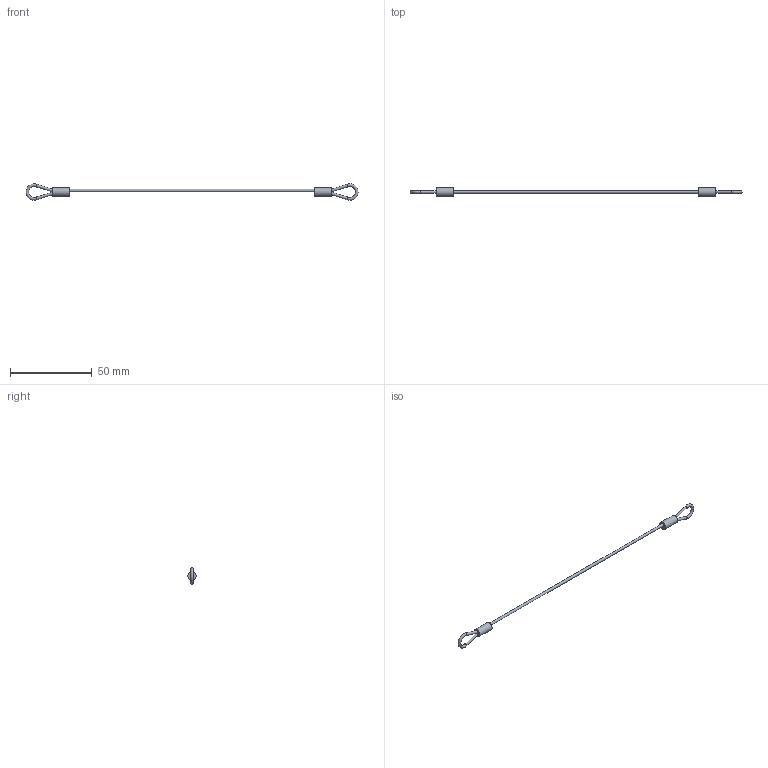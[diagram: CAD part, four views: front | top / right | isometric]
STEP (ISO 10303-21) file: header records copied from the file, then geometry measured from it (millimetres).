
FILE_DESCRIPTION( ( 'STEP AP214' ), '1' );
FILE_NAME( 'K0367.2200.stp', '2020-12-03T15:16:13', ( '' ), ( '' ), ' ', 'PARTsolutions', ' ' );
FILE_SCHEMA( ( 'AUTOMOTIVE_DESIGN { 1 0 10303 214 1 1 1 1 }' ) );
Length unit declared in the file: millimetre
Products named in the file (1): _K0367.2200
Bounding box: 203.16 x 5 x 10 mm (x, y, z)
Volume: 859.7 mm3; surface area: 1514.4 mm2
Topology: 1 solids, 1 shells, 13 faces, 25 edges, 16 vertices
Faces by surface type: cylinder 7, plane 4, torus 2
Full cylindrical faces by diameter (mm): 1.6 x5, 5 x2
Entity records: 410 total; most frequent: DIRECTION 56, CARTESIAN_POINT 44, AXIS2_PLACEMENT_3D 28, EDGE_LOOP 28, ORIENTED_EDGE 28, FACE_OUTER_BOUND 22, VERTEX_POINT 16, EDGE_CURVE 14
